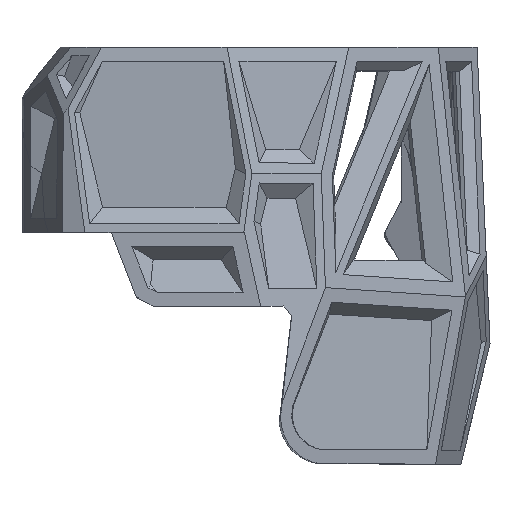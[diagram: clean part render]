
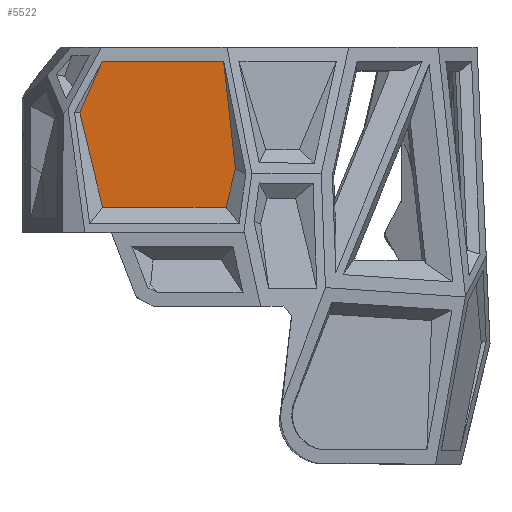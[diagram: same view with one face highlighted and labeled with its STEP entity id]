
A CAD part, top view. The second image highlights one B-rep face of the part: STEP entity #5522.
In plain terms, the highlighted planar face has unit normal (0, -0.049, 0.999).
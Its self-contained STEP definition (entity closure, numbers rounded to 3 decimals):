
#66 = CARTESIAN_POINT ( 'NONE',  ( 1.5, 4.725, 129.408 ) ) ;
#209 = LINE ( 'NONE', #10680, #8152 ) ;
#495 = FACE_OUTER_BOUND ( 'NONE', #6052, .T. ) ;
#763 = DIRECTION ( 'NONE',  ( -0.108, 0.993, 0.049 ) ) ;
#766 = LINE ( 'NONE', #7013, #4108 ) ;
#1038 = VERTEX_POINT ( 'NONE', #8305 ) ;
#1277 = VECTOR ( 'NONE', #3754, 1000. ) ;
#1456 = AXIS2_PLACEMENT_3D ( 'NONE', #10166, #4898, #3055 ) ;
#1510 = LINE ( 'NONE', #5194, #8215 ) ;
#1513 = CARTESIAN_POINT ( 'NONE',  ( 7.349, 29.136, 130.607 ) ) ;
#1971 = ORIENTED_EDGE ( 'NONE', *, *, #9374, .T. ) ;
#2269 = LINE ( 'NONE', #2896, #1277 ) ;
#2298 = VECTOR ( 'NONE', #3665, 1000. ) ;
#2525 = CARTESIAN_POINT ( 'NONE',  ( 9.856, 6.156, 129.478 ) ) ;
#2675 = VECTOR ( 'NONE', #763, 1000. ) ;
#2836 = DIRECTION ( 'NONE',  ( -1., 0., 0. ) ) ;
#2896 = CARTESIAN_POINT ( 'NONE',  ( -1.801, 4.653, 129.405 ) ) ;
#3055 = DIRECTION ( 'NONE',  ( 0., -0.999, -0.049 ) ) ;
#3521 = EDGE_CURVE ( 'NONE', #5943, #3798, #1510, .T. ) ;
#3665 = DIRECTION ( 'NONE',  ( 0.233, 0.971, 0.048 ) ) ;
#3673 = ORIENTED_EDGE ( 'NONE', *, *, #8730, .T. ) ;
#3754 = DIRECTION ( 'NONE',  ( 0.233, -0.971, -0.048 ) ) ;
#3798 = VERTEX_POINT ( 'NONE', #10294 ) ;
#4108 = VECTOR ( 'NONE', #10607, 1000. ) ;
#4898 = DIRECTION ( 'NONE',  ( 0., -0.049, 0.999 ) ) ;
#5194 = CARTESIAN_POINT ( 'NONE',  ( -18.704, 13.31, 129.83 ) ) ;
#5522 = ADVANCED_FACE ( 'NONE', ( #495 ), #8276, .T. ) ;
#5733 = CARTESIAN_POINT ( 'NONE',  ( 6.109, 40.501, 131.164 ) ) ;
#5943 = VERTEX_POINT ( 'NONE', #8710 ) ;
#6052 = EDGE_LOOP ( 'NONE', ( #8916, #7347, #6960, #3673, #7212, #1971 ) ) ;
#6589 = EDGE_CURVE ( 'NONE', #3798, #11048, #2269, .T. ) ;
#6960 = ORIENTED_EDGE ( 'NONE', *, *, #7936, .T. ) ;
#7013 = CARTESIAN_POINT ( 'NONE',  ( 0., 25.076, 130.407 ) ) ;
#7212 = ORIENTED_EDGE ( 'NONE', *, *, #9936, .T. ) ;
#7230 = VERTEX_POINT ( 'NONE', #5733 ) ;
#7272 = VERTEX_POINT ( 'NONE', #1513 ) ;
#7347 = ORIENTED_EDGE ( 'NONE', *, *, #6589, .T. ) ;
#7839 = DIRECTION ( 'NONE',  ( -0.403, -0.914, -0.045 ) ) ;
#7936 = EDGE_CURVE ( 'NONE', #11048, #1038, #766, .T. ) ;
#8152 = VECTOR ( 'NONE', #2836, 1000. ) ;
#8215 = VECTOR ( 'NONE', #7839, 1000. ) ;
#8276 = PLANE ( 'NONE',  #1456 ) ;
#8305 = CARTESIAN_POINT ( 'NONE',  ( 6.376, 25.076, 130.407 ) ) ;
#8598 = LINE ( 'NONE', #2525, #2675 ) ;
#8710 = CARTESIAN_POINT ( 'NONE',  ( -6.715, 40.501, 131.164 ) ) ;
#8730 = EDGE_CURVE ( 'NONE', #1038, #7272, #10648, .T. ) ;
#8916 = ORIENTED_EDGE ( 'NONE', *, *, #3521, .T. ) ;
#9348 = CARTESIAN_POINT ( 'NONE',  ( -6.694, 25.076, 130.407 ) ) ;
#9374 = EDGE_CURVE ( 'NONE', #7230, #5943, #209, .T. ) ;
#9936 = EDGE_CURVE ( 'NONE', #7272, #7230, #8598, .T. ) ;
#10166 = CARTESIAN_POINT ( 'NONE',  ( 0., 5.083, 129.426 ) ) ;
#10294 = CARTESIAN_POINT ( 'NONE',  ( -9.096, 35.101, 130.899 ) ) ;
#10607 = DIRECTION ( 'NONE',  ( 1., 0., 0. ) ) ;
#10648 = LINE ( 'NONE', #66, #2298 ) ;
#10680 = CARTESIAN_POINT ( 'NONE',  ( 5.234, 40.501, 131.164 ) ) ;
#11048 = VERTEX_POINT ( 'NONE', #9348 ) ;
